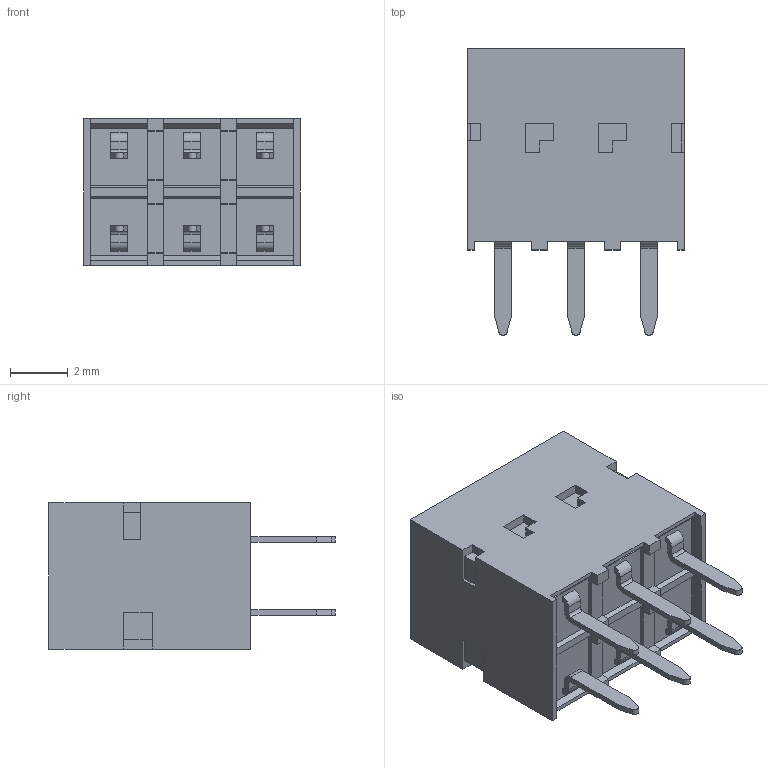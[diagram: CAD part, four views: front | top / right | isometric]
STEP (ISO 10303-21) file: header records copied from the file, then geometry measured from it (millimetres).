
FILE_DESCRIPTION((''),'2;1');
FILE_NAME('76342-303_SW0001','2009-09-19T',('sspandia'),('FCI - ELX Division'),'PRO/ENGINEER BY PARAMETRIC TECHNOLOGY CORPORATION, 2008010','PRO/ENGINEER BY PARAMETRIC TECHNOLOGY CORPORATION, 2008010','');
FILE_SCHEMA(('CONFIG_CONTROL_DESIGN'));
Length unit declared in the file: millimetre
Products named in the file (1): 76342-303_SW0001
Bounding box: 7.54 x 9.96 x 5.08 mm (x, y, z)
Volume: 248.7 mm3; surface area: 340.9 mm2
Topology: 1 solids, 1 shells, 358 faces, 866 edges, 532 vertices
Faces by surface type: plane 328, cylinder 30
Entity records: 10140 total; most frequent: CARTESIAN_POINT 1756, ORIENTED_EDGE 1732, DIRECTION 1642, EDGE_CURVE 866, VECTOR 806, LINE 806, VERTEX_POINT 532, AXIS2_PLACEMENT_3D 418
